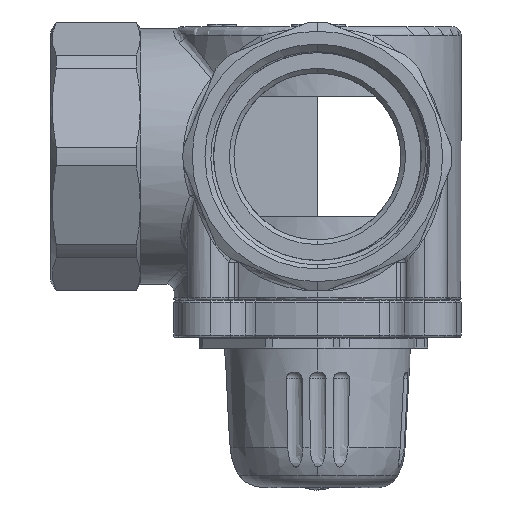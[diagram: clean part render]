
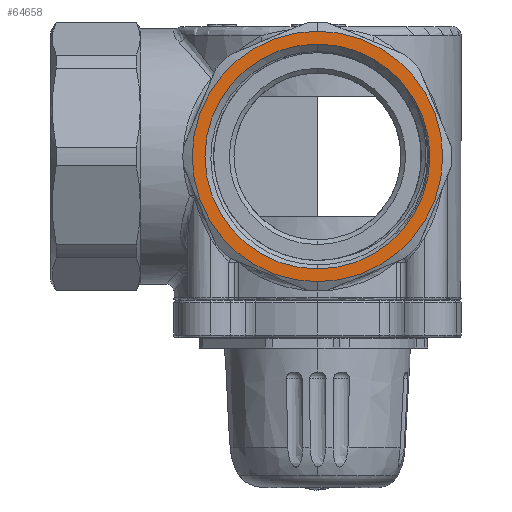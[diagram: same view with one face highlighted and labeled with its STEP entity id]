
A CAD part, left-side view. The second image highlights one B-rep face of the part: STEP entity #64658.
In plain terms, the highlighted planar face has unit normal (-1, 0, 0).
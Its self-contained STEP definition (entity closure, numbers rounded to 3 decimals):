
#1002 = VERTEX_POINT ( 'NONE', #50637 ) ;
#2913 = EDGE_CURVE ( 'NONE', #34338, #42659, #68029, .T. ) ;
#3641 = ORIENTED_EDGE ( 'NONE', *, *, #38657, .T. ) ;
#4596 = CIRCLE ( 'NONE', #23620, 27. ) ;
#5810 = CARTESIAN_POINT ( 'NONE',  ( -57.5, 0., 0. ) ) ;
#7607 = CARTESIAN_POINT ( 'NONE',  ( -57.5, 0., 31. ) ) ;
#10639 = ORIENTED_EDGE ( 'NONE', *, *, #2913, .T. ) ;
#15348 = AXIS2_PLACEMENT_3D ( 'NONE', #5810, #30475, #37162 ) ;
#18152 = ORIENTED_EDGE ( 'NONE', *, *, #19142, .T. ) ;
#19142 = EDGE_CURVE ( 'NONE', #42659, #34338, #4596, .T. ) ;
#20051 = EDGE_LOOP ( 'NONE', ( #10639, #18152 ) ) ;
#23076 = AXIS2_PLACEMENT_3D ( 'NONE', #45056, #38081, #24640 ) ;
#23620 = AXIS2_PLACEMENT_3D ( 'NONE', #7607, #65082, #77959 ) ;
#24640 = DIRECTION ( 'NONE',  ( 0., 0., 1. ) ) ;
#30350 = EDGE_CURVE ( 'NONE', #69035, #1002, #82015, .T. ) ;
#30475 = DIRECTION ( 'NONE',  ( 1., 0., 0. ) ) ;
#32278 = DIRECTION ( 'NONE',  ( 1., 0., 0. ) ) ;
#34338 = VERTEX_POINT ( 'NONE', #70017 ) ;
#35615 = EDGE_LOOP ( 'NONE', ( #3641, #56174 ) ) ;
#36126 = FACE_OUTER_BOUND ( 'NONE', #20051, .T. ) ;
#37162 = DIRECTION ( 'NONE',  ( 0., 0., -1. ) ) ;
#38081 = DIRECTION ( 'NONE',  ( -1., 0., 0. ) ) ;
#38657 = EDGE_CURVE ( 'NONE', #1002, #69035, #49332, .T. ) ;
#39556 = AXIS2_PLACEMENT_3D ( 'NONE', #57241, #32278, #70203 ) ;
#42659 = VERTEX_POINT ( 'NONE', #75657 ) ;
#45056 = CARTESIAN_POINT ( 'NONE',  ( -57.5, 0., 31. ) ) ;
#49332 = CIRCLE ( 'NONE', #52607, 24.25 ) ;
#50637 = CARTESIAN_POINT ( 'NONE',  ( -57.5, 0., 55.25 ) ) ;
#52607 = AXIS2_PLACEMENT_3D ( 'NONE', #69529, #56599, #56874 ) ;
#53207 = FACE_BOUND ( 'NONE', #35615, .T. ) ;
#56174 = ORIENTED_EDGE ( 'NONE', *, *, #30350, .T. ) ;
#56599 = DIRECTION ( 'NONE',  ( 1., 0., 0. ) ) ;
#56874 = DIRECTION ( 'NONE',  ( 0., 0., -1. ) ) ;
#57241 = CARTESIAN_POINT ( 'NONE',  ( -57.5, 0., 31. ) ) ;
#58298 = CARTESIAN_POINT ( 'NONE',  ( -57.5, 0., 6.75 ) ) ;
#64658 = ADVANCED_FACE ( 'NONE', ( #53207, #36126 ), #82610, .F. ) ;
#65082 = DIRECTION ( 'NONE',  ( -1., 0., 0. ) ) ;
#68029 = CIRCLE ( 'NONE', #23076, 27. ) ;
#69035 = VERTEX_POINT ( 'NONE', #58298 ) ;
#69529 = CARTESIAN_POINT ( 'NONE',  ( -57.5, 0., 31. ) ) ;
#70017 = CARTESIAN_POINT ( 'NONE',  ( -57.5, 0., 4. ) ) ;
#70203 = DIRECTION ( 'NONE',  ( 0., 0., -1. ) ) ;
#75657 = CARTESIAN_POINT ( 'NONE',  ( -57.5, 0., 58. ) ) ;
#77959 = DIRECTION ( 'NONE',  ( 0., 0., 1. ) ) ;
#82015 = CIRCLE ( 'NONE', #39556, 24.25 ) ;
#82610 = PLANE ( 'NONE',  #15348 ) ;
